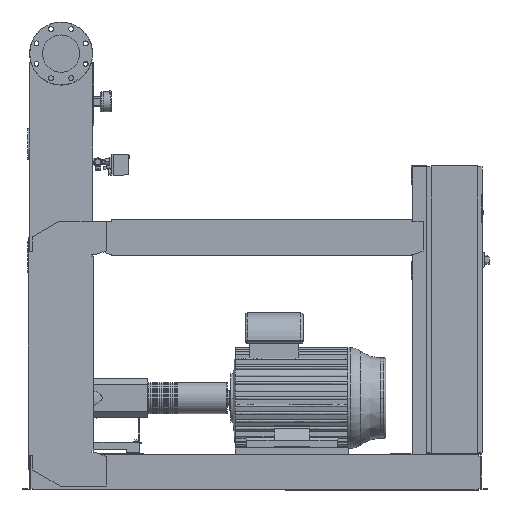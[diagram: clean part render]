
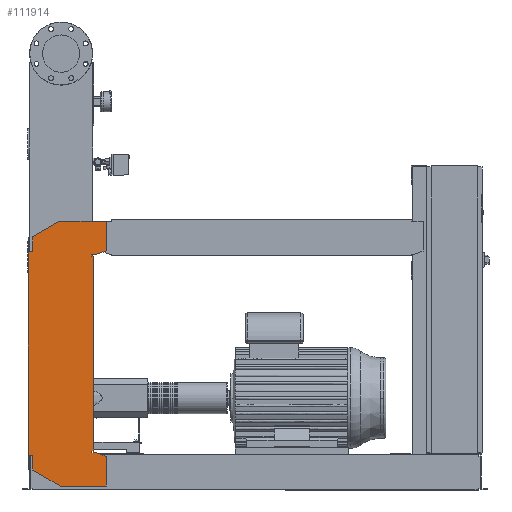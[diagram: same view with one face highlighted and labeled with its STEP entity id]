
A CAD part, front view. The second image highlights one B-rep face of the part: STEP entity #111914.
In plain terms, the highlighted free-form (B-spline) face has degree [1, 1] with [2, 2] control points.
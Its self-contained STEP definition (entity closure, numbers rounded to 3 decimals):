
#111399=CARTESIAN_POINT('',(-129.0,-322.5,1076.0));
#111400=VERTEX_POINT('',#111399);
#111407=CARTESIAN_POINT('',(-129.,-322.5,1142.986));
#111408=VERTEX_POINT('',#111407);
#111409=CARTESIAN_POINT('',(-129.0,-322.5,1076.0));
#111410=DIRECTION('',(0.0,0.0,1.0));
#111411=VECTOR('',#111410,66.986);
#111412=LINE('',#111409,#111411);
#111413=EDGE_CURVE('',#111400,#111408,#111412,.T.);
#111431=CARTESIAN_POINT('',(-6.0,-322.5,1214.0));
#111432=VERTEX_POINT('',#111431);
#111433=CARTESIAN_POINT('',(-129.,-322.5,1142.986));
#111434=DIRECTION('',(0.866,0.0,0.5));
#111435=VECTOR('',#111434,142.028);
#111436=LINE('',#111433,#111435);
#111437=EDGE_CURVE('',#111408,#111432,#111436,.T.);
#111455=CARTESIAN_POINT('',(204.,-322.5,1214.0));
#111456=VERTEX_POINT('',#111455);
#111457=CARTESIAN_POINT('',(-6.0,-322.5,1214.0));
#111458=DIRECTION('',(1.0,0.0,0.0));
#111459=VECTOR('',#111458,210.);
#111460=LINE('',#111457,#111459);
#111461=EDGE_CURVE('',#111432,#111456,#111460,.T.);
#111479=CARTESIAN_POINT('',(204.0,-322.5,1080.379));
#111480=VERTEX_POINT('',#111479);
#111481=CARTESIAN_POINT('',(204.,-322.5,1214.0));
#111482=DIRECTION('',(0.0,0.0,-1.0));
#111483=VECTOR('',#111482,133.621);
#111484=LINE('',#111481,#111483);
#111485=EDGE_CURVE('',#111456,#111480,#111484,.T.);
#111503=CARTESIAN_POINT('',(159.0,-322.5,1064.0));
#111504=VERTEX_POINT('',#111503);
#111505=CARTESIAN_POINT('',(204.0,-322.5,1080.379));
#111506=DIRECTION('',(-0.94,0.0,-0.342));
#111507=VECTOR('',#111506,47.888);
#111508=LINE('',#111505,#111507);
#111509=EDGE_CURVE('',#111480,#111504,#111508,.T.);
#111527=CARTESIAN_POINT('',(139.0,-322.5,1064.0));
#111528=VERTEX_POINT('',#111527);
#111529=CARTESIAN_POINT('',(159.0,-322.5,1064.0));
#111530=DIRECTION('',(-1.0,0.0,0.0));
#111531=VECTOR('',#111530,20.0);
#111532=LINE('',#111529,#111531);
#111533=EDGE_CURVE('',#111504,#111528,#111532,.T.);
#111551=CARTESIAN_POINT('',(139.0,-322.5,1056.0));
#111552=VERTEX_POINT('',#111551);
#111553=CARTESIAN_POINT('',(139.0,-322.5,1064.0));
#111554=DIRECTION('',(0.0,0.0,-1.0));
#111555=VECTOR('',#111554,8.0);
#111556=LINE('',#111553,#111555);
#111557=EDGE_CURVE('',#111528,#111552,#111556,.T.);
#111575=CARTESIAN_POINT('',(147.,-322.5,1056.0));
#111576=VERTEX_POINT('',#111575);
#111577=CARTESIAN_POINT('',(139.0,-322.5,1056.0));
#111578=DIRECTION('',(1.0,0.0,0.0));
#111579=VECTOR('',#111578,8.);
#111580=LINE('',#111577,#111579);
#111581=EDGE_CURVE('',#111552,#111576,#111580,.T.);
#111599=CARTESIAN_POINT('',(147.,-322.5,176.));
#111600=VERTEX_POINT('',#111599);
#111611=CARTESIAN_POINT('',(147.,-322.5,1056.0));
#111612=DIRECTION('',(0.0,0.0,-1.0));
#111613=VECTOR('',#111612,880.);
#111614=LINE('',#111611,#111613);
#111615=EDGE_CURVE('',#111576,#111600,#111614,.T.);
#111629=CARTESIAN_POINT('',(139.,-322.5,176.));
#111630=VERTEX_POINT('',#111629);
#111631=CARTESIAN_POINT('',(147.,-322.5,176.));
#111632=DIRECTION('',(-1.0,0.0,0.0));
#111633=VECTOR('',#111632,8.0);
#111634=LINE('',#111631,#111633);
#111635=EDGE_CURVE('',#111600,#111630,#111634,.T.);
#111653=CARTESIAN_POINT('',(139.,-322.5,168.));
#111654=VERTEX_POINT('',#111653);
#111655=CARTESIAN_POINT('',(139.,-322.5,176.));
#111656=DIRECTION('',(0.0,0.0,-1.0));
#111657=VECTOR('',#111656,8.0);
#111658=LINE('',#111655,#111657);
#111659=EDGE_CURVE('',#111630,#111654,#111658,.T.);
#111677=CARTESIAN_POINT('',(159.,-322.5,168.));
#111678=VERTEX_POINT('',#111677);
#111679=CARTESIAN_POINT('',(139.,-322.5,168.));
#111680=DIRECTION('',(1.0,0.0,0.0));
#111681=VECTOR('',#111680,20.0);
#111682=LINE('',#111679,#111681);
#111683=EDGE_CURVE('',#111654,#111678,#111682,.T.);
#111701=CARTESIAN_POINT('',(204.,-322.5,151.621));
#111702=VERTEX_POINT('',#111701);
#111703=CARTESIAN_POINT('',(159.,-322.5,168.));
#111704=DIRECTION('',(0.94,0.0,-0.342));
#111705=VECTOR('',#111704,47.888);
#111706=LINE('',#111703,#111705);
#111707=EDGE_CURVE('',#111678,#111702,#111706,.T.);
#111725=CARTESIAN_POINT('',(204.,-322.5,18.0));
#111726=VERTEX_POINT('',#111725);
#111727=CARTESIAN_POINT('',(204.,-322.5,151.621));
#111728=DIRECTION('',(0.0,0.0,-1.0));
#111729=VECTOR('',#111728,133.621);
#111730=LINE('',#111727,#111729);
#111731=EDGE_CURVE('',#111702,#111726,#111730,.T.);
#111749=CARTESIAN_POINT('',(-4.,-322.5,18.0));
#111750=VERTEX_POINT('',#111749);
#111751=CARTESIAN_POINT('',(204.,-322.5,18.0));
#111752=DIRECTION('',(-1.0,0.0,0.0));
#111753=VECTOR('',#111752,208.);
#111754=LINE('',#111751,#111753);
#111755=EDGE_CURVE('',#111726,#111750,#111754,.T.);
#111773=CARTESIAN_POINT('',(-129.,-322.5,90.169));
#111774=VERTEX_POINT('',#111773);
#111775=CARTESIAN_POINT('',(-4.,-322.5,18.0));
#111776=DIRECTION('',(-0.866,0.,0.5));
#111777=VECTOR('',#111776,144.338);
#111778=LINE('',#111775,#111777);
#111779=EDGE_CURVE('',#111750,#111774,#111778,.T.);
#111797=CARTESIAN_POINT('',(-129.,-322.5,156.0));
#111798=VERTEX_POINT('',#111797);
#111799=CARTESIAN_POINT('',(-129.,-322.5,90.169));
#111800=DIRECTION('',(0.0,0.0,1.0));
#111801=VECTOR('',#111800,65.831);
#111802=LINE('',#111799,#111801);
#111803=EDGE_CURVE('',#111774,#111798,#111802,.T.);
#111821=CARTESIAN_POINT('',(-149.,-322.5,156.0));
#111822=VERTEX_POINT('',#111821);
#111823=CARTESIAN_POINT('',(-129.,-322.5,156.0));
#111824=DIRECTION('',(-1.0,0.0,0.0));
#111825=VECTOR('',#111824,20.0);
#111826=LINE('',#111823,#111825);
#111827=EDGE_CURVE('',#111798,#111822,#111826,.T.);
#111845=CARTESIAN_POINT('',(-149.0,-322.5,1076.0));
#111846=VERTEX_POINT('',#111845);
#111859=CARTESIAN_POINT('',(-149.,-322.5,156.0));
#111860=DIRECTION('',(0.0,0.0,1.0));
#111861=VECTOR('',#111860,920.0);
#111862=LINE('',#111859,#111861);
#111863=EDGE_CURVE('',#111822,#111846,#111862,.T.);
#111877=CARTESIAN_POINT('',(-149.0,-322.5,1076.0));
#111878=DIRECTION('',(1.0,0.0,0.0));
#111879=VECTOR('',#111878,20.0);
#111880=LINE('',#111877,#111879);
#111881=EDGE_CURVE('',#111846,#111400,#111880,.T.);
#111887=CARTESIAN_POINT('',(-149.,-322.5,18.0));
#111888=CARTESIAN_POINT('',(204.,-322.5,18.0));
#111889=CARTESIAN_POINT('',(-149.,-322.5,1214.0));
#111890=CARTESIAN_POINT('',(204.,-322.5,1214.0));
#111891=B_SPLINE_SURFACE_WITH_KNOTS('',1,1,((#111887,#111889),(#111888,#111890)),.UNSPECIFIED.,.F.,.F.,.U.,(2,2),(2,2),(0.0,353.),(0.0,1196.0),.UNSPECIFIED.);
#111892=ORIENTED_EDGE('',*,*,#111881,.F.);
#111893=ORIENTED_EDGE('',*,*,#111863,.F.);
#111894=ORIENTED_EDGE('',*,*,#111827,.F.);
#111895=ORIENTED_EDGE('',*,*,#111803,.F.);
#111896=ORIENTED_EDGE('',*,*,#111779,.F.);
#111897=ORIENTED_EDGE('',*,*,#111755,.F.);
#111898=ORIENTED_EDGE('',*,*,#111731,.F.);
#111899=ORIENTED_EDGE('',*,*,#111707,.F.);
#111900=ORIENTED_EDGE('',*,*,#111683,.F.);
#111901=ORIENTED_EDGE('',*,*,#111659,.F.);
#111902=ORIENTED_EDGE('',*,*,#111635,.F.);
#111903=ORIENTED_EDGE('',*,*,#111615,.F.);
#111904=ORIENTED_EDGE('',*,*,#111581,.F.);
#111905=ORIENTED_EDGE('',*,*,#111557,.F.);
#111906=ORIENTED_EDGE('',*,*,#111533,.F.);
#111907=ORIENTED_EDGE('',*,*,#111509,.F.);
#111908=ORIENTED_EDGE('',*,*,#111485,.F.);
#111909=ORIENTED_EDGE('',*,*,#111461,.F.);
#111910=ORIENTED_EDGE('',*,*,#111437,.F.);
#111911=ORIENTED_EDGE('',*,*,#111413,.F.);
#111912=EDGE_LOOP('',(#111892,#111893,#111894,#111895,#111896,#111897,#111898,#111899,#111900,#111901,#111902,#111903,#111904,#111905,#111906,#111907,#111908,#111909,#111910,#111911));
#111913=FACE_OUTER_BOUND('',#111912,.T.);
#111914=ADVANCED_FACE('',(#111913),#111891,.T.);
